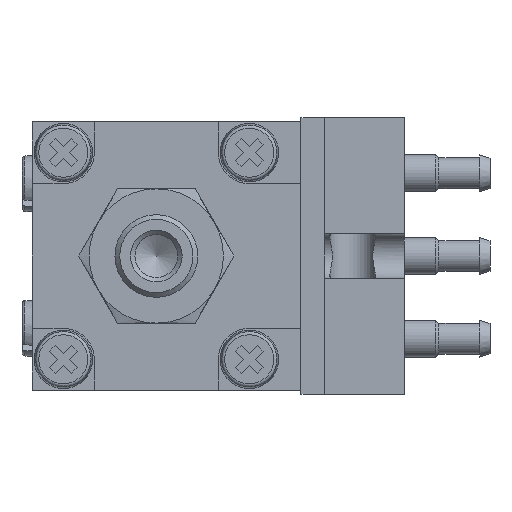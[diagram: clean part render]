
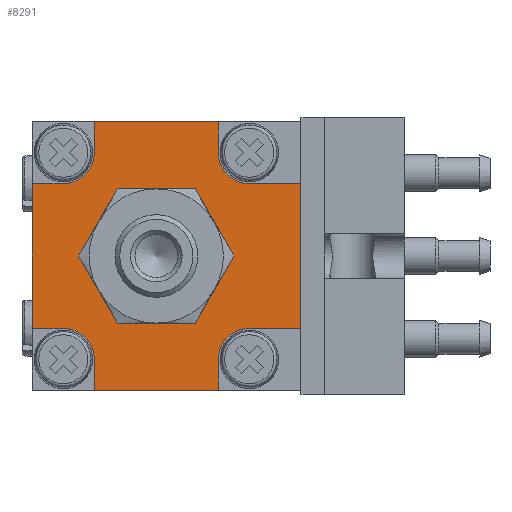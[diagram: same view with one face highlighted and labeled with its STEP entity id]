
A CAD part, left-side view. The second image highlights one B-rep face of the part: STEP entity #8291.
In plain terms, the highlighted planar face has unit normal (-1, 0, 0).
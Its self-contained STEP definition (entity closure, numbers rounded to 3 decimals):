
#220=LINE('',#10927,#784);
#229=LINE('',#10946,#793);
#235=LINE('',#10959,#799);
#296=LINE('',#11098,#860);
#297=LINE('',#11102,#861);
#298=LINE('',#11103,#862);
#299=LINE('',#11107,#863);
#300=LINE('',#11109,#864);
#301=LINE('',#11111,#865);
#302=LINE('',#11115,#866);
#303=LINE('',#11116,#867);
#304=LINE('',#11120,#868);
#305=LINE('',#11121,#869);
#306=LINE('',#11124,#870);
#307=LINE('',#11126,#871);
#308=LINE('',#11128,#872);
#309=LINE('',#11130,#873);
#310=LINE('',#11132,#874);
#784=VECTOR('',#9241,1000.);
#793=VECTOR('',#9252,1000.);
#799=VECTOR('',#9262,1000.);
#860=VECTOR('',#9351,1000.);
#861=VECTOR('',#9354,1000.);
#862=VECTOR('',#9355,1000.);
#863=VECTOR('',#9358,1000.);
#864=VECTOR('',#9359,1000.);
#865=VECTOR('',#9360,1000.);
#866=VECTOR('',#9363,1000.);
#867=VECTOR('',#9364,1000.);
#868=VECTOR('',#9367,1000.);
#869=VECTOR('',#9368,1000.);
#870=VECTOR('',#9369,1000.);
#871=VECTOR('',#9370,1000.);
#872=VECTOR('',#9371,1000.);
#873=VECTOR('',#9372,1000.);
#874=VECTOR('',#9373,1000.);
#1451=ORIENTED_EDGE('',*,*,#3051,.F.);
#1452=ORIENTED_EDGE('',*,*,#3052,.F.);
#1453=ORIENTED_EDGE('',*,*,#3053,.F.);
#1454=ORIENTED_EDGE('',*,*,#2968,.T.);
#1455=ORIENTED_EDGE('',*,*,#3054,.F.);
#1456=ORIENTED_EDGE('',*,*,#3055,.F.);
#1457=ORIENTED_EDGE('',*,*,#3056,.F.);
#1458=ORIENTED_EDGE('',*,*,#3057,.F.);
#1459=ORIENTED_EDGE('',*,*,#3058,.F.);
#1460=ORIENTED_EDGE('',*,*,#3059,.F.);
#1461=ORIENTED_EDGE('',*,*,#3060,.F.);
#1462=ORIENTED_EDGE('',*,*,#2977,.F.);
#1463=ORIENTED_EDGE('',*,*,#3061,.F.);
#1464=ORIENTED_EDGE('',*,*,#3062,.F.);
#1465=ORIENTED_EDGE('',*,*,#3063,.F.);
#1466=ORIENTED_EDGE('',*,*,#2984,.T.);
#1467=ORIENTED_EDGE('',*,*,#3064,.T.);
#1468=ORIENTED_EDGE('',*,*,#3065,.T.);
#1469=ORIENTED_EDGE('',*,*,#3066,.T.);
#1470=ORIENTED_EDGE('',*,*,#3067,.T.);
#1471=ORIENTED_EDGE('',*,*,#3068,.T.);
#1472=ORIENTED_EDGE('',*,*,#3069,.T.);
#2968=EDGE_CURVE('',#3769,#3768,#220,.T.);
#2977=EDGE_CURVE('',#3777,#3778,#229,.T.);
#2984=EDGE_CURVE('',#3783,#3782,#235,.T.);
#3051=EDGE_CURVE('',#3847,#3782,#296,.T.);
#3052=EDGE_CURVE('',#3848,#3847,#4323,.F.);
#3053=EDGE_CURVE('',#3769,#3848,#297,.T.);
#3054=EDGE_CURVE('',#3849,#3768,#298,.T.);
#3055=EDGE_CURVE('',#3850,#3849,#4324,.F.);
#3056=EDGE_CURVE('',#3851,#3850,#299,.T.);
#3057=EDGE_CURVE('',#3852,#3851,#300,.T.);
#3058=EDGE_CURVE('',#3853,#3852,#301,.T.);
#3059=EDGE_CURVE('',#3854,#3853,#4325,.F.);
#3060=EDGE_CURVE('',#3778,#3854,#302,.T.);
#3061=EDGE_CURVE('',#3855,#3777,#303,.T.);
#3062=EDGE_CURVE('',#3856,#3855,#4326,.F.);
#3063=EDGE_CURVE('',#3783,#3856,#304,.T.);
#3064=EDGE_CURVE('',#3857,#3858,#305,.T.);
#3065=EDGE_CURVE('',#3858,#3859,#306,.T.);
#3066=EDGE_CURVE('',#3859,#3860,#307,.T.);
#3067=EDGE_CURVE('',#3860,#3861,#308,.T.);
#3068=EDGE_CURVE('',#3861,#3862,#309,.T.);
#3069=EDGE_CURVE('',#3862,#3857,#310,.T.);
#3768=VERTEX_POINT('',#10926);
#3769=VERTEX_POINT('',#10928);
#3777=VERTEX_POINT('',#10945);
#3778=VERTEX_POINT('',#10947);
#3782=VERTEX_POINT('',#10958);
#3783=VERTEX_POINT('',#10960);
#3847=VERTEX_POINT('',#11099);
#3848=VERTEX_POINT('',#11101);
#3849=VERTEX_POINT('',#11104);
#3850=VERTEX_POINT('',#11106);
#3851=VERTEX_POINT('',#11108);
#3852=VERTEX_POINT('',#11110);
#3853=VERTEX_POINT('',#11112);
#3854=VERTEX_POINT('',#11114);
#3855=VERTEX_POINT('',#11117);
#3856=VERTEX_POINT('',#11119);
#3857=VERTEX_POINT('',#11122);
#3858=VERTEX_POINT('',#11123);
#3859=VERTEX_POINT('',#11125);
#3860=VERTEX_POINT('',#11127);
#3861=VERTEX_POINT('',#11129);
#3862=VERTEX_POINT('',#11131);
#4323=CIRCLE('',#8673,3.);
#4324=CIRCLE('',#8674,3.);
#4325=CIRCLE('',#8675,3.);
#4326=CIRCLE('',#8676,3.);
#4519=EDGE_LOOP('',(#1451,#1452,#1453,#1454,#1455,#1456,#1457,#1458,#1459,
#1460,#1461,#1462,#1463,#1464,#1465,#1466));
#4520=EDGE_LOOP('',(#1467,#1468,#1469,#1470,#1471,#1472));
#5023=FACE_BOUND('',#4519,.T.);
#5024=FACE_BOUND('',#4520,.T.);
#5515=PLANE('',#8672);
#8291=ADVANCED_FACE('',(#5023,#5024),#5515,.F.);
#8672=AXIS2_PLACEMENT_3D('',#11097,#9349,#9350);
#8673=AXIS2_PLACEMENT_3D('',#11100,#9352,#9353);
#8674=AXIS2_PLACEMENT_3D('',#11105,#9356,#9357);
#8675=AXIS2_PLACEMENT_3D('',#11113,#9361,#9362);
#8676=AXIS2_PLACEMENT_3D('',#11118,#9365,#9366);
#9241=DIRECTION('',(0.,-1.,0.));
#9252=DIRECTION('',(0.,-1.,0.));
#9262=DIRECTION('',(0.,0.,-1.));
#9349=DIRECTION('',(1.,0.,0.));
#9350=DIRECTION('',(0.,0.,-1.));
#9351=DIRECTION('',(0.,1.,0.));
#9352=DIRECTION('',(1.,0.,0.));
#9353=DIRECTION('',(0.,0.,-1.));
#9354=DIRECTION('',(0.,0.,1.));
#9355=DIRECTION('',(0.,0.,-1.));
#9356=DIRECTION('',(1.,0.,0.));
#9357=DIRECTION('',(0.,0.,-1.));
#9358=DIRECTION('',(0.,1.,0.));
#9359=DIRECTION('',(0.,0.,-1.));
#9360=DIRECTION('',(0.,-1.,0.));
#9361=DIRECTION('',(1.,0.,0.));
#9362=DIRECTION('',(0.,0.,-1.));
#9363=DIRECTION('',(0.,0.,-1.));
#9364=DIRECTION('',(0.,0.,1.));
#9365=DIRECTION('',(1.,0.,0.));
#9366=DIRECTION('',(0.,0.,-1.));
#9367=DIRECTION('',(0.,-1.,0.));
#9368=DIRECTION('',(0.,-1.,0.));
#9369=DIRECTION('',(0.,-0.5,-0.866));
#9370=DIRECTION('',(0.,0.5,-0.866));
#9371=DIRECTION('',(0.,1.,0.));
#9372=DIRECTION('',(0.,0.5,0.866));
#9373=DIRECTION('',(0.,-0.5,0.866));
#10926=CARTESIAN_POINT('',(-31.,18.,-13.));
#10927=CARTESIAN_POINT('',(-31.,36.,-13.));
#10928=CARTESIAN_POINT('',(-31.,30.,-13.));
#10945=CARTESIAN_POINT('',(-31.,30.,13.));
#10946=CARTESIAN_POINT('',(-31.,36.,13.));
#10947=CARTESIAN_POINT('',(-31.,18.,13.));
#10958=CARTESIAN_POINT('',(-31.,36.,-7.));
#10959=CARTESIAN_POINT('',(-31.,36.,13.));
#10960=CARTESIAN_POINT('',(-31.,36.,7.));
#11097=CARTESIAN_POINT('',(-31.,36.,13.));
#11098=CARTESIAN_POINT('',(-31.,36.,-7.));
#11099=CARTESIAN_POINT('',(-31.,33.,-7.));
#11100=CARTESIAN_POINT('',(-31.,33.,-10.));
#11101=CARTESIAN_POINT('',(-31.,30.,-10.));
#11102=CARTESIAN_POINT('',(-31.,30.,13.));
#11103=CARTESIAN_POINT('',(-31.,18.,13.));
#11104=CARTESIAN_POINT('',(-31.,18.,-10.));
#11105=CARTESIAN_POINT('',(-31.,15.,-10.));
#11106=CARTESIAN_POINT('',(-31.,15.,-7.));
#11107=CARTESIAN_POINT('',(-31.,36.,-7.));
#11108=CARTESIAN_POINT('',(-31.,10.,-7.));
#11109=CARTESIAN_POINT('',(-31.,10.,13.));
#11110=CARTESIAN_POINT('',(-31.,10.,7.));
#11111=CARTESIAN_POINT('',(-31.,36.,7.));
#11112=CARTESIAN_POINT('',(-31.,15.,7.));
#11113=CARTESIAN_POINT('',(-31.,15.,10.));
#11114=CARTESIAN_POINT('',(-31.,18.,10.));
#11115=CARTESIAN_POINT('',(-31.,18.,13.));
#11116=CARTESIAN_POINT('',(-31.,30.,13.));
#11117=CARTESIAN_POINT('',(-31.,30.,10.));
#11118=CARTESIAN_POINT('',(-31.,33.,10.));
#11119=CARTESIAN_POINT('',(-31.,33.,7.));
#11120=CARTESIAN_POINT('',(-31.,36.,7.));
#11121=CARTESIAN_POINT('',(-31.,27.753,6.5));
#11122=CARTESIAN_POINT('',(-31.,27.753,6.5));
#11123=CARTESIAN_POINT('',(-31.,20.247,6.5));
#11124=CARTESIAN_POINT('',(-31.,20.247,6.5));
#11125=CARTESIAN_POINT('',(-31.,16.494,0.));
#11126=CARTESIAN_POINT('',(-31.,16.494,0.));
#11127=CARTESIAN_POINT('',(-31.,20.247,-6.5));
#11128=CARTESIAN_POINT('',(-31.,20.247,-6.5));
#11129=CARTESIAN_POINT('',(-31.,27.753,-6.5));
#11130=CARTESIAN_POINT('',(-31.,27.753,-6.5));
#11131=CARTESIAN_POINT('',(-31.,31.506,0.));
#11132=CARTESIAN_POINT('',(-31.,31.506,0.));
